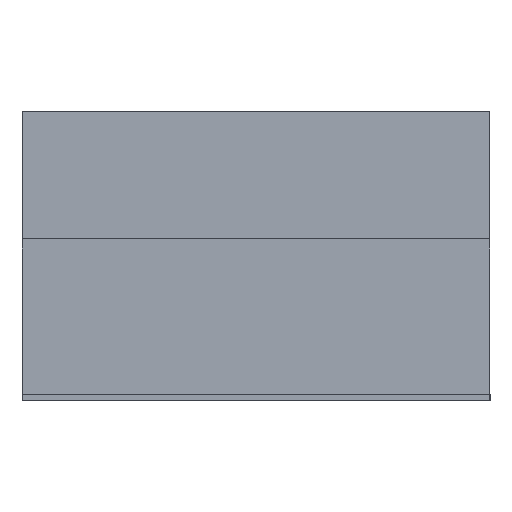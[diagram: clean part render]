
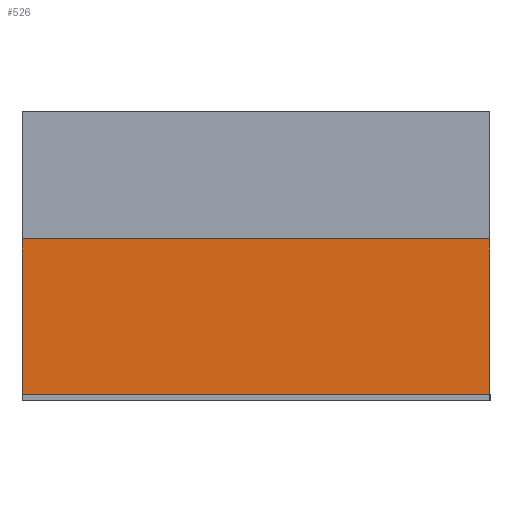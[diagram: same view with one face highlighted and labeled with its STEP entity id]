
A CAD part, left-side view. The second image highlights one B-rep face of the part: STEP entity #526.
In plain terms, the highlighted planar face has unit normal (-1, 0, 0).
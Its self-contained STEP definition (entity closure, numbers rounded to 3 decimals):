
#52=FACE_OUTER_BOUND('',#78,.T.);
#78=EDGE_LOOP('',(#375,#376,#377,#378));
#116=LINE('',#793,#180);
#125=LINE('',#812,#189);
#126=LINE('',#814,#190);
#127=LINE('',#815,#191);
#180=VECTOR('',#642,10.);
#189=VECTOR('',#657,10.);
#190=VECTOR('',#658,10.);
#191=VECTOR('',#659,10.);
#243=VERTEX_POINT('',#790);
#244=VERTEX_POINT('',#792);
#251=VERTEX_POINT('',#811);
#252=VERTEX_POINT('',#813);
#292=EDGE_CURVE('',#243,#244,#116,.T.);
#301=EDGE_CURVE('',#243,#251,#125,.T.);
#302=EDGE_CURVE('',#251,#252,#126,.T.);
#303=EDGE_CURVE('',#252,#244,#127,.T.);
#375=ORIENTED_EDGE('',*,*,#301,.T.);
#376=ORIENTED_EDGE('',*,*,#302,.T.);
#377=ORIENTED_EDGE('',*,*,#303,.T.);
#378=ORIENTED_EDGE('',*,*,#292,.F.);
#504=PLANE('',#589);
#526=ADVANCED_FACE('',(#52),#504,.T.);
#589=AXIS2_PLACEMENT_3D('',#810,#655,#656);
#642=DIRECTION('',(0.,-1.,0.));
#655=DIRECTION('center_axis',(-1.,0.,0.));
#656=DIRECTION('ref_axis',(0.,-1.,0.));
#657=DIRECTION('',(0.,0.,-1.));
#658=DIRECTION('',(0.,-1.,0.));
#659=DIRECTION('',(0.,0.,1.));
#790=CARTESIAN_POINT('',(-57.5,55.,40.));
#792=CARTESIAN_POINT('',(-57.5,-55.,40.));
#793=CARTESIAN_POINT('',(-57.5,-85.,40.));
#810=CARTESIAN_POINT('Origin',(-57.5,85.,0.));
#811=CARTESIAN_POINT('',(-57.5,55.,3.5));
#812=CARTESIAN_POINT('',(-57.5,55.,0.));
#813=CARTESIAN_POINT('',(-57.5,-55.,3.5));
#814=CARTESIAN_POINT('',(-57.5,42.5,3.5));
#815=CARTESIAN_POINT('',(-57.5,-55.,0.));
